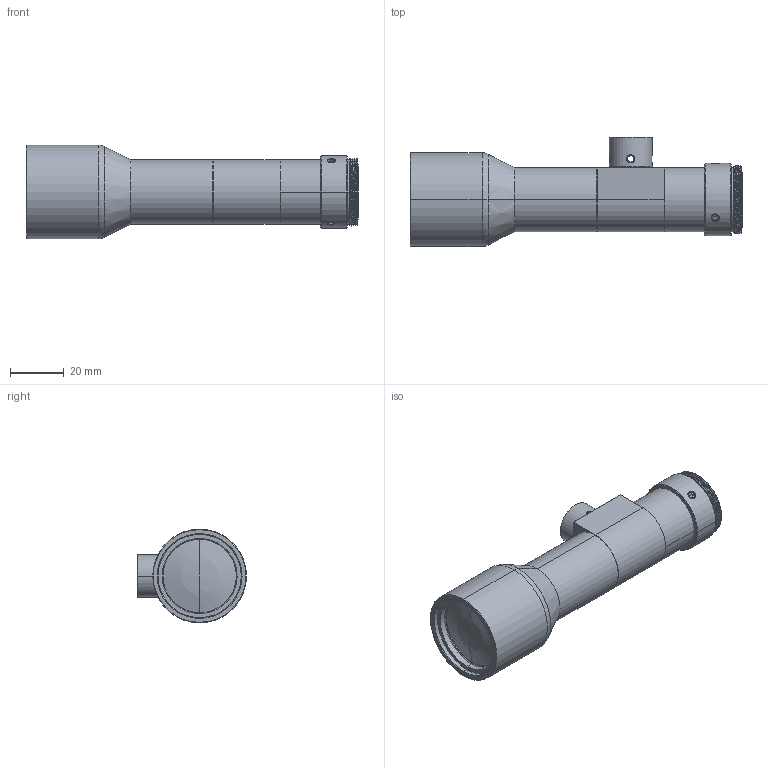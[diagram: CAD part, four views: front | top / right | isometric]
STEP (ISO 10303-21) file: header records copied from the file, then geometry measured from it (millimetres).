
FILE_DESCRIPTION(('FreeCAD Model'),'2;1');
FILE_NAME('Open CASCADE Shape Model','2025-01-22T13:39:22',(''),(''), 'Open CASCADE STEP processor 7.8','FreeCAD','Unknown');
FILE_SCHEMA(('AUTOMOTIVE_DESIGN { 1 0 10303 214 1 1 1 1 }'));
Length unit declared in the file: millimetre
Products named in the file (11): VA-LCM-TC-1-0.5X-WD65-110; 202_ASM; 502; 307; 507; 201_ASM; 501; 204_ASM; 503; 504; JD30303011
Assembly tree (12 placements, depth 3):
  VA-LCM-TC-1-0.5X-WD65-110
    202_ASM
      502
      307
      507
    201_ASM
      501
    204_ASM
      503
    504
    JD30303011  x3
Bounding box: 123.93 x 40.7 x 35 mm (x, y, z)
Volume: 68670.3 mm3; surface area: 21838.6 mm2
Topology: 9 solids, 9 shells, 376 faces, 908 edges, 564 vertices
Faces by surface type: cylinder 149, plane 90, cone 73, bspline 60, torus 2, sphere 2
Entity records: 24862 total; most frequent: CARTESIAN_POINT 16972, ORIENTED_EDGE 1680, DIRECTION 1387, EDGE_CURVE 840, VERTEX_POINT 524, AXIS2_PLACEMENT_3D 518, FACE_BOUND 384, EDGE_LOOP 384
